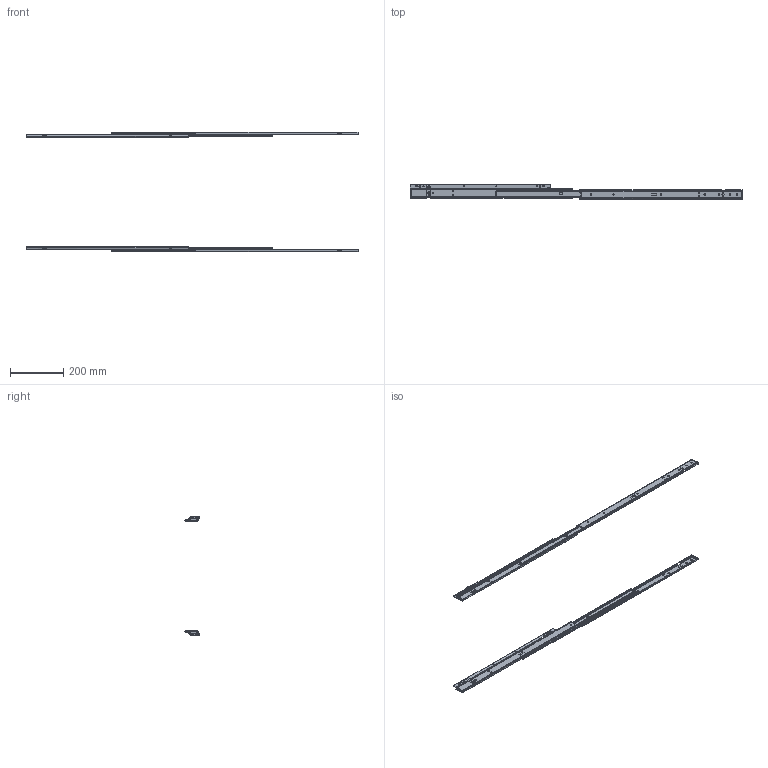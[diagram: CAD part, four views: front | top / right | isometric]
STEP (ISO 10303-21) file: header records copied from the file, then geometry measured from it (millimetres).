
FILE_DESCRIPTION (( 'STEP AP203' ), '1' );
FILE_NAME ('U33-24L R.STEP', '2021-05-24T05:38:51', ( '' ), ( '' ), 'SwSTEP 2.0', 'SolidWorks 2019', '' );
FILE_SCHEMA (( 'CONFIG_CONTROL_DESIGN' ));
Length unit declared in the file: millimetre
Products named in the file (13): U33-24L R; U33-24Lドロ側IM; U33-24Rキャビ側OM; PN41-3; U33-24Rドロ側OM; U33-24Lキャビ側OM; U33-24Rキャビ側IM; U33-24Rドロ側IM; U33-24Lキャビ側IM; PN101リベット; U33-24Lドロ側OM; PN26; PN4
Assembly tree (20 placements, depth 2):
  U33-24L R
    U33-24Lキャビ側OM
    PN26  x4
    U33-24Lキャビ側IM
    U33-24Lドロ側IM
    U33-24Lドロ側OM
    PN101リベット  x4
    PN4  x2
    PN41-3  x2
    U33-24Rキャビ側OM
    U33-24Rキャビ側IM
    U33-24Rドロ側IM
    U33-24Rドロ側OM
Bounding box: 1247.8 x 54.75 x 450 mm (x, y, z)
Volume: 315668.9 mm3; surface area: 461542.8 mm2
Topology: 20 solids, 20 shells, 1071 faces, 3038 edges, 1992 vertices
Faces by surface type: plane 631, cylinder 418, bspline 18, torus 4
Entity records: 32604 total; most frequent: CARTESIAN_POINT 6437, ORIENTED_EDGE 5286, DIRECTION 5009, EDGE_CURVE 2643, LINE 1753, VECTOR 1753, VERTEX_POINT 1734, AXIS2_PLACEMENT_3D 1628
